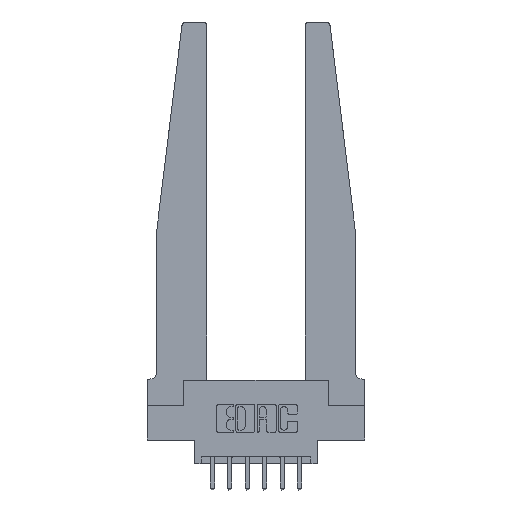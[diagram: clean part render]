
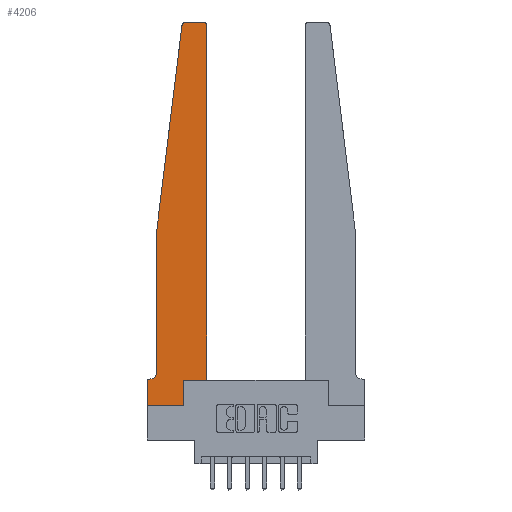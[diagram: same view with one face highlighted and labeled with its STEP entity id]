
A CAD part, top view. The second image highlights one B-rep face of the part: STEP entity #4206.
In plain terms, the highlighted planar face has unit normal (0, 0, 1).
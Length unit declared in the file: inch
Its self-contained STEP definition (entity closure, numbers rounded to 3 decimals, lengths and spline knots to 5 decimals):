
#193 = LINE ( 'NONE', #2864, #8194 ) ;
#234 = ORIENTED_EDGE ( 'NONE', *, *, #6689, .T. ) ;
#313 = VECTOR ( 'NONE', #3887, 39.37008 ) ;
#535 = ORIENTED_EDGE ( 'NONE', *, *, #11398, .T. ) ;
#756 = VECTOR ( 'NONE', #11102, 39.37008 ) ;
#812 = CARTESIAN_POINT ( 'NONE',  ( 0.27653, 2.75, 0.37 ) ) ;
#910 = ORIENTED_EDGE ( 'NONE', *, *, #11334, .T. ) ;
#1385 = DIRECTION ( 'NONE',  ( 0., 0., 1. ) ) ;
#1626 = DIRECTION ( 'NONE',  ( 0., 1., 0. ) ) ;
#1742 = VECTOR ( 'NONE', #8123, 39.37008 ) ;
#1789 = VERTEX_POINT ( 'NONE', #9348 ) ;
#1807 = AXIS2_PLACEMENT_3D ( 'NONE', #2590, #10198, #3641 ) ;
#2080 = EDGE_LOOP ( 'NONE', ( #2838, #7970, #4988, #5686, #9237, #13481, #6179, #10132, #234, #535, #2575, #910 ) ) ;
#2399 = VERTEX_POINT ( 'NONE', #4814 ) ;
#2406 = EDGE_CURVE ( 'NONE', #4679, #7292, #8425, .T. ) ;
#2457 = LINE ( 'NONE', #8241, #13103 ) ;
#2539 = CARTESIAN_POINT ( 'NONE',  ( 0.065, 1.25, 0.37 ) ) ;
#2575 = ORIENTED_EDGE ( 'NONE', *, *, #2406, .T. ) ;
#2580 = LINE ( 'NONE', #10499, #11183 ) ;
#2590 = CARTESIAN_POINT ( 'NONE',  ( 0., 0.1875, 0.37 ) ) ;
#2593 = DIRECTION ( 'NONE',  ( 0., -1., 0. ) ) ;
#2623 = LINE ( 'NONE', #12801, #7729 ) ;
#2703 = CIRCLE ( 'NONE', #8037, 0.05 ) ;
#2797 = VERTEX_POINT ( 'NONE', #5619 ) ;
#2831 = EDGE_CURVE ( 'NONE', #8778, #2399, #6514, .T. ) ;
#2838 = ORIENTED_EDGE ( 'NONE', *, *, #9485, .T. ) ;
#2864 = CARTESIAN_POINT ( 'NONE',  ( 0.425, 0.18, 0.37 ) ) ;
#3225 = LINE ( 'NONE', #8251, #313 ) ;
#3581 = CARTESIAN_POINT ( 'NONE',  ( 0., 0., 0.37 ) ) ;
#3641 = DIRECTION ( 'NONE',  ( 1., 0., 0. ) ) ;
#3673 = CARTESIAN_POINT ( 'NONE',  ( 0.425, 0.18, 0.37 ) ) ;
#3871 = DIRECTION ( 'NONE',  ( -0.122, -0.992, 0. ) ) ;
#3887 = DIRECTION ( 'NONE',  ( 0., 1., 0. ) ) ;
#4010 = AXIS2_PLACEMENT_3D ( 'NONE', #5349, #12797, #6446 ) ;
#4206 = ADVANCED_FACE ( 'NONE', ( #13710 ), #12187, .T. ) ;
#4276 = CARTESIAN_POINT ( 'NONE',  ( 0.395, 2.75, 0.37 ) ) ;
#4679 = VERTEX_POINT ( 'NONE', #11028 ) ;
#4814 = CARTESIAN_POINT ( 'NONE',  ( 0.2605, 0., 0.37 ) ) ;
#4988 = ORIENTED_EDGE ( 'NONE', *, *, #9204, .T. ) ;
#4997 = EDGE_CURVE ( 'NONE', #1789, #8778, #2580, .T. ) ;
#5158 = DIRECTION ( 'NONE',  ( -1., 0., 0. ) ) ;
#5257 = CARTESIAN_POINT ( 'NONE',  ( 0.015, 0.2375, 0.37 ) ) ;
#5273 = LINE ( 'NONE', #2539, #7864 ) ;
#5349 = CARTESIAN_POINT ( 'NONE',  ( 0.27653, 2.72, 0.37 ) ) ;
#5493 = VECTOR ( 'NONE', #1626, 39.37008 ) ;
#5619 = CARTESIAN_POINT ( 'NONE',  ( 0.015, 0.1875, 0.37 ) ) ;
#5686 = ORIENTED_EDGE ( 'NONE', *, *, #10784, .T. ) ;
#6172 = CARTESIAN_POINT ( 'NONE',  ( 0.065, 0.2375, 0.37 ) ) ;
#6179 = ORIENTED_EDGE ( 'NONE', *, *, #4997, .T. ) ;
#6194 = VERTEX_POINT ( 'NONE', #812 ) ;
#6353 = DIRECTION ( 'NONE',  ( -1., 0., 0. ) ) ;
#6446 = DIRECTION ( 'NONE',  ( 1., 0., 0. ) ) ;
#6514 = LINE ( 'NONE', #3581, #756 ) ;
#6689 = EDGE_CURVE ( 'NONE', #2399, #8659, #3225, .T. ) ;
#7292 = VERTEX_POINT ( 'NONE', #13309 ) ;
#7431 = VERTEX_POINT ( 'NONE', #6172 ) ;
#7553 = EDGE_CURVE ( 'NONE', #7431, #2797, #2703, .T. ) ;
#7729 = VECTOR ( 'NONE', #5158, 39.37008 ) ;
#7864 = VECTOR ( 'NONE', #2593, 39.37008 ) ;
#7898 = CARTESIAN_POINT ( 'NONE',  ( 0.395, 2.72, 0.37 ) ) ;
#7970 = ORIENTED_EDGE ( 'NONE', *, *, #11122, .T. ) ;
#8035 = CARTESIAN_POINT ( 'NONE',  ( 0.24675, 2.72367, 0.37 ) ) ;
#8037 = AXIS2_PLACEMENT_3D ( 'NONE', #5257, #12722, #6353 ) ;
#8123 = DIRECTION ( 'NONE',  ( -1., 0., 0. ) ) ;
#8194 = VECTOR ( 'NONE', #11471, 39.37008 ) ;
#8241 = CARTESIAN_POINT ( 'NONE',  ( 0.065, 1.25, 0.37 ) ) ;
#8251 = CARTESIAN_POINT ( 'NONE',  ( 0.2605, 0.18, 0.37 ) ) ;
#8425 = LINE ( 'NONE', #3673, #5493 ) ;
#8659 = VERTEX_POINT ( 'NONE', #9521 ) ;
#8778 = VERTEX_POINT ( 'NONE', #10756 ) ;
#8993 = DIRECTION ( 'NONE',  ( 1., 0., 0. ) ) ;
#9204 = EDGE_CURVE ( 'NONE', #9784, #13750, #2457, .T. ) ;
#9237 = ORIENTED_EDGE ( 'NONE', *, *, #7553, .T. ) ;
#9348 = CARTESIAN_POINT ( 'NONE',  ( 0., 0.1875, 0.37 ) ) ;
#9485 = EDGE_CURVE ( 'NONE', #11613, #6194, #2623, .T. ) ;
#9521 = CARTESIAN_POINT ( 'NONE',  ( 0.2605, 0.18, 0.37 ) ) ;
#9784 = VERTEX_POINT ( 'NONE', #8035 ) ;
#10132 = ORIENTED_EDGE ( 'NONE', *, *, #2831, .T. ) ;
#10198 = DIRECTION ( 'NONE',  ( 0., 0., 1. ) ) ;
#10318 = CARTESIAN_POINT ( 'NONE',  ( 0.065, 0.1875, 0.37 ) ) ;
#10396 = LINE ( 'NONE', #10318, #1742 ) ;
#10499 = CARTESIAN_POINT ( 'NONE',  ( 0., 0., 0.37 ) ) ;
#10756 = CARTESIAN_POINT ( 'NONE',  ( 0., 0., 0.37 ) ) ;
#10784 = EDGE_CURVE ( 'NONE', #13750, #7431, #5273, .T. ) ;
#11028 = CARTESIAN_POINT ( 'NONE',  ( 0.425, 0.18, 0.37 ) ) ;
#11102 = DIRECTION ( 'NONE',  ( 1., 0., 0. ) ) ;
#11122 = EDGE_CURVE ( 'NONE', #6194, #9784, #11845, .T. ) ;
#11183 = VECTOR ( 'NONE', #11512, 39.37008 ) ;
#11334 = EDGE_CURVE ( 'NONE', #7292, #11613, #12306, .T. ) ;
#11398 = EDGE_CURVE ( 'NONE', #8659, #4679, #193, .T. ) ;
#11471 = DIRECTION ( 'NONE',  ( 1., 0., 0. ) ) ;
#11512 = DIRECTION ( 'NONE',  ( 0., -1., 0. ) ) ;
#11613 = VERTEX_POINT ( 'NONE', #4276 ) ;
#11845 = CIRCLE ( 'NONE', #4010, 0.03 ) ;
#11985 = EDGE_CURVE ( 'NONE', #2797, #1789, #10396, .T. ) ;
#12187 = PLANE ( 'NONE',  #1807 ) ;
#12306 = CIRCLE ( 'NONE', #12644, 0.03 ) ;
#12644 = AXIS2_PLACEMENT_3D ( 'NONE', #7898, #1385, #8993 ) ;
#12722 = DIRECTION ( 'NONE',  ( 0., 0., -1. ) ) ;
#12797 = DIRECTION ( 'NONE',  ( 0., 0., 1. ) ) ;
#12801 = CARTESIAN_POINT ( 'NONE',  ( 0.25, 2.75, 0.37 ) ) ;
#12906 = CARTESIAN_POINT ( 'NONE',  ( 0.065, 1.25, 0.37 ) ) ;
#13103 = VECTOR ( 'NONE', #3871, 39.37008 ) ;
#13309 = CARTESIAN_POINT ( 'NONE',  ( 0.425, 2.72, 0.37 ) ) ;
#13481 = ORIENTED_EDGE ( 'NONE', *, *, #11985, .T. ) ;
#13710 = FACE_OUTER_BOUND ( 'NONE', #2080, .T. ) ;
#13750 = VERTEX_POINT ( 'NONE', #12906 ) ;
